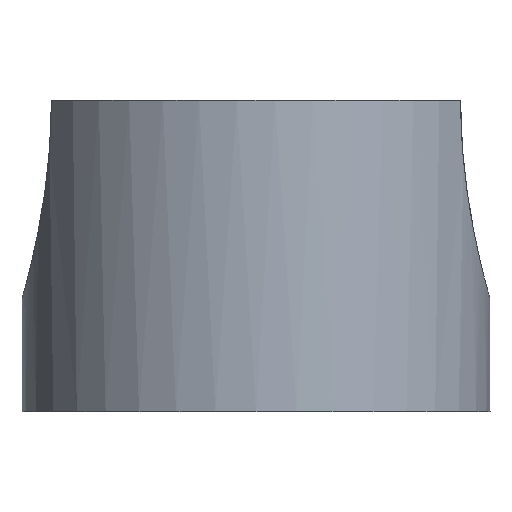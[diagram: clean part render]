
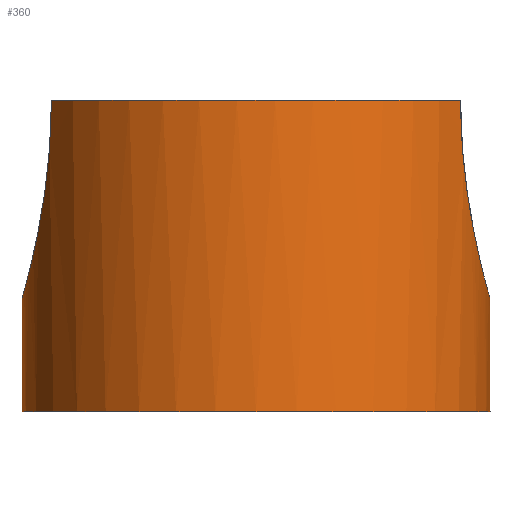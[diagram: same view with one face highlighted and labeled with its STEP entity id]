
A CAD part, front view. The second image highlights one B-rep face of the part: STEP entity #360.
In plain terms, the highlighted cylindrical face has radius 38.182 mm (diameter 76.365 mm), a full revolution.
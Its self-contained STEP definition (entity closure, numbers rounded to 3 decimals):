
#41=B_SPLINE_CURVE_WITH_KNOTS('',3,(#645,#646,#647,#648,#649,#650,#651,
#652,#653,#654,#655,#656,#657,#658),.UNSPECIFIED.,.F.,.F.,(4,2,2,2,2,2,
4),(-3.951,-3.601,-3.25,-2.548,
-1.274,-0.637,0.),.UNSPECIFIED.);
#42=B_SPLINE_CURVE_WITH_KNOTS('',3,(#660,#661,#662,#663,#664,#665,#666,
#667,#668,#669,#670,#671,#672,#673),.UNSPECIFIED.,.F.,.F.,(4,2,2,2,2,2,
4),(-7.903,-7.266,-6.628,-5.354,
-4.653,-4.302,-3.951),.UNSPECIFIED.);
#45=B_SPLINE_CURVE_WITH_KNOTS('',3,(#731,#732,#733,#734,#735,#736,#737,
#738,#739,#740,#741,#742,#743,#744,#745,#746,#747,#748,#749,#750,#751,#752,
#753,#754,#755,#756),.UNSPECIFIED.,.F.,.F.,(4,2,2,2,2,2,2,2,2,2,2,2,4),
(0.,0.637,1.274,2.548,3.25,
3.601,3.951,4.302,4.653,5.354,
6.628,7.266,7.903),.UNSPECIFIED.);
#79=FACE_OUTER_BOUND('',#104,.T.);
#104=EDGE_LOOP('',(#310,#311,#312,#313,#314,#315,#316,#317));
#127=LINE('',#777,#141);
#141=VECTOR('',#536,38.182);
#156=CIRCLE('',#414,38.182);
#162=CIRCLE('',#425,38.182);
#163=CIRCLE('',#426,38.182);
#192=VERTEX_POINT('',#642);
#193=VERTEX_POINT('',#644);
#194=VERTEX_POINT('',#659);
#198=VERTEX_POINT('',#728);
#199=VERTEX_POINT('',#730);
#203=VERTEX_POINT('',#776);
#227=EDGE_CURVE('',#193,#192,#41,.T.);
#228=EDGE_CURVE('',#194,#193,#42,.T.);
#233=EDGE_CURVE('',#199,#198,#45,.T.);
#235=EDGE_CURVE('',#199,#192,#156,.T.);
#243=EDGE_CURVE('',#194,#198,#162,.T.);
#244=EDGE_CURVE('',#193,#203,#127,.T.);
#245=EDGE_CURVE('',#203,#203,#163,.T.);
#310=ORIENTED_EDGE('',*,*,#233,.T.);
#311=ORIENTED_EDGE('',*,*,#243,.F.);
#312=ORIENTED_EDGE('',*,*,#228,.T.);
#313=ORIENTED_EDGE('',*,*,#244,.T.);
#314=ORIENTED_EDGE('',*,*,#245,.T.);
#315=ORIENTED_EDGE('',*,*,#244,.F.);
#316=ORIENTED_EDGE('',*,*,#227,.T.);
#317=ORIENTED_EDGE('',*,*,#235,.F.);
#339=CYLINDRICAL_SURFACE('',#424,38.182);
#360=ADVANCED_FACE('',(#79),#339,.T.);
#414=AXIS2_PLACEMENT_3D('',#759,#510,#511);
#424=AXIS2_PLACEMENT_3D('',#774,#532,#533);
#425=AXIS2_PLACEMENT_3D('',#775,#534,#535);
#426=AXIS2_PLACEMENT_3D('',#778,#537,#538);
#510=DIRECTION('center_axis',(0.,0.,1.));
#511=DIRECTION('ref_axis',(1.,0.,0.));
#532=DIRECTION('center_axis',(0.,0.,1.));
#533=DIRECTION('ref_axis',(1.,0.,0.));
#534=DIRECTION('center_axis',(0.,0.,1.));
#535=DIRECTION('ref_axis',(1.,0.,0.));
#536=DIRECTION('',(0.,0.,-1.));
#537=DIRECTION('center_axis',(0.,0.,1.));
#538=DIRECTION('ref_axis',(1.,0.,0.));
#642=CARTESIAN_POINT('',(-33.377,18.544,50.8));
#644=CARTESIAN_POINT('',(-38.182,0.,18.413));
#645=CARTESIAN_POINT('Ctrl Pts',(-38.182,0.,
18.413));
#646=CARTESIAN_POINT('Ctrl Pts',(-38.182,1.169,18.413));
#647=CARTESIAN_POINT('Ctrl Pts',(-38.128,2.328,18.608));
#648=CARTESIAN_POINT('Ctrl Pts',(-37.926,4.557,19.343));
#649=CARTESIAN_POINT('Ctrl Pts',(-37.779,5.626,19.883));
#650=CARTESIAN_POINT('Ctrl Pts',(-37.252,8.619,21.882));
#651=CARTESIAN_POINT('Ctrl Pts',(-36.786,10.327,23.734));
#652=CARTESIAN_POINT('Ctrl Pts',(-35.586,14.07,29.018));
#653=CARTESIAN_POINT('Ctrl Pts',(-34.782,15.801,33.182));
#654=CARTESIAN_POINT('Ctrl Pts',(-33.949,17.487,39.755));
#655=CARTESIAN_POINT('Ctrl Pts',(-33.731,17.894,42.001));
#656=CARTESIAN_POINT('Ctrl Pts',(-33.445,18.423,46.462));
#657=CARTESIAN_POINT('Ctrl Pts',(-33.377,18.544,48.676));
#658=CARTESIAN_POINT('Ctrl Pts',(-33.377,18.544,50.8));
#659=CARTESIAN_POINT('',(-33.377,-18.544,50.8));
#660=CARTESIAN_POINT('Ctrl Pts',(-33.377,-18.544,50.8));
#661=CARTESIAN_POINT('Ctrl Pts',(-33.377,-18.544,48.676));
#662=CARTESIAN_POINT('Ctrl Pts',(-33.445,-18.423,46.462));
#663=CARTESIAN_POINT('Ctrl Pts',(-33.731,-17.894,42.001));
#664=CARTESIAN_POINT('Ctrl Pts',(-33.949,-17.487,39.755));
#665=CARTESIAN_POINT('Ctrl Pts',(-34.782,-15.801,33.182));
#666=CARTESIAN_POINT('Ctrl Pts',(-35.586,-14.07,29.018));
#667=CARTESIAN_POINT('Ctrl Pts',(-36.786,-10.327,23.734));
#668=CARTESIAN_POINT('Ctrl Pts',(-37.252,-8.619,21.882));
#669=CARTESIAN_POINT('Ctrl Pts',(-37.779,-5.626,19.883));
#670=CARTESIAN_POINT('Ctrl Pts',(-37.926,-4.557,19.343));
#671=CARTESIAN_POINT('Ctrl Pts',(-38.128,-2.328,18.608));
#672=CARTESIAN_POINT('Ctrl Pts',(-38.182,-1.169,18.413));
#673=CARTESIAN_POINT('Ctrl Pts',(-38.182,0.,
18.413));
#728=CARTESIAN_POINT('',(33.377,-18.544,50.8));
#730=CARTESIAN_POINT('',(33.377,18.544,50.8));
#731=CARTESIAN_POINT('Ctrl Pts',(33.377,18.544,50.8));
#732=CARTESIAN_POINT('Ctrl Pts',(33.377,18.544,48.676));
#733=CARTESIAN_POINT('Ctrl Pts',(33.445,18.423,46.462));
#734=CARTESIAN_POINT('Ctrl Pts',(33.731,17.894,42.001));
#735=CARTESIAN_POINT('Ctrl Pts',(33.949,17.487,39.755));
#736=CARTESIAN_POINT('Ctrl Pts',(34.782,15.801,33.182));
#737=CARTESIAN_POINT('Ctrl Pts',(35.586,14.07,29.018));
#738=CARTESIAN_POINT('Ctrl Pts',(36.786,10.327,23.734));
#739=CARTESIAN_POINT('Ctrl Pts',(37.252,8.619,21.882));
#740=CARTESIAN_POINT('Ctrl Pts',(37.779,5.626,19.883));
#741=CARTESIAN_POINT('Ctrl Pts',(37.926,4.557,19.343));
#742=CARTESIAN_POINT('Ctrl Pts',(38.128,2.328,18.608));
#743=CARTESIAN_POINT('Ctrl Pts',(38.182,1.169,18.413));
#744=CARTESIAN_POINT('Ctrl Pts',(38.182,-1.169,18.413));
#745=CARTESIAN_POINT('Ctrl Pts',(38.128,-2.328,18.608));
#746=CARTESIAN_POINT('Ctrl Pts',(37.926,-4.557,19.343));
#747=CARTESIAN_POINT('Ctrl Pts',(37.779,-5.626,19.883));
#748=CARTESIAN_POINT('Ctrl Pts',(37.252,-8.619,21.882));
#749=CARTESIAN_POINT('Ctrl Pts',(36.786,-10.327,23.734));
#750=CARTESIAN_POINT('Ctrl Pts',(35.586,-14.07,29.018));
#751=CARTESIAN_POINT('Ctrl Pts',(34.782,-15.801,33.182));
#752=CARTESIAN_POINT('Ctrl Pts',(33.949,-17.487,39.755));
#753=CARTESIAN_POINT('Ctrl Pts',(33.731,-17.894,42.001));
#754=CARTESIAN_POINT('Ctrl Pts',(33.445,-18.423,46.462));
#755=CARTESIAN_POINT('Ctrl Pts',(33.377,-18.544,48.676));
#756=CARTESIAN_POINT('Ctrl Pts',(33.377,-18.544,50.8));
#759=CARTESIAN_POINT('Origin',(0.,0.,50.8));
#774=CARTESIAN_POINT('Origin',(0.,0.,0.));
#775=CARTESIAN_POINT('Origin',(0.,0.,50.8));
#776=CARTESIAN_POINT('',(-38.182,0.,0.));
#777=CARTESIAN_POINT('',(-38.182,0.,0.));
#778=CARTESIAN_POINT('Origin',(0.,0.,0.));
